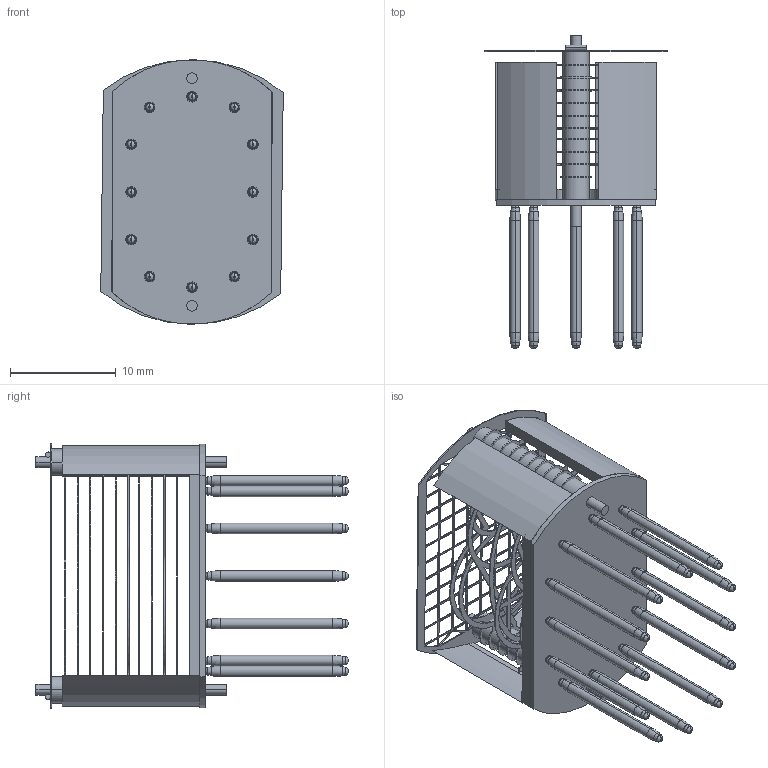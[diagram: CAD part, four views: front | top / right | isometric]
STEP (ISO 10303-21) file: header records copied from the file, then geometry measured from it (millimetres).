
FILE_DESCRIPTION (( 'STEP AP214' ), '1' );
FILE_NAME ('鎮麔謥臇闃蠂.STEP', '2015-12-26T09:03:52', ( '' ), ( '' ), 'SwSTEP 2.0', 'SolidWorks 2014', '' );
FILE_SCHEMA (( 'AUTOMOTIVE_DESIGN' ));
Length unit declared in the file: millimetre
Products named in the file (14): ÈÍ-12_öèôðà0; ÈÍ-12_öèôðà3; ÈÍ-12_âûâîä; 韧-12_镫铢噤赅; ÈÍ-12_öèôðà5-2; ÈÍ-12_öèôðà4; ÈÍ-12_øòèôò; ÈÍ-12_ñåòêà; ÈÍ-12_îñíîâàíèå; 鎮麔謥臇闃蠂; ÈÍ-12_öèôðà1; ÈÍ-12_öèôðà9-6; ÈÍ-12_öèôðà8; ÈÍ-12_öèôðà7
Assembly tree (27 placements, depth 2):
  鎮麔謥臇闃蠂
    韧-12_镫铢噤赅
    ÈÍ-12_îñíîâàíèå
    ÈÍ-12_âûâîä  x12
    ÈÍ-12_ñåòêà
    ÈÍ-12_öèôðà3
    ÈÍ-12_öèôðà8
    ÈÍ-12_öèôðà9-6  x2
    ÈÍ-12_öèôðà4
    ÈÍ-12_öèôðà0
    ÈÍ-12_öèôðà5-2  x2
    ÈÍ-12_öèôðà7
    ÈÍ-12_öèôðà1
    ÈÍ-12_øòèôò  x2
Bounding box: 17.24 x 29.5 x 25 mm (x, y, z)
Volume: 1015.4 mm3; surface area: 3924.3 mm2
Topology: 27 solids, 27 shells, 874 faces, 2290 edges, 1476 vertices
Faces by surface type: plane 547, cylinder 183, torus 96, cone 48
Entity records: 21995 total; most frequent: CARTESIAN_POINT 3724, ORIENTED_EDGE 3662, DIRECTION 3483, EDGE_CURVE 1831, VECTOR 1537, LINE 1537, VERTEX_POINT 1214, AXIS2_PLACEMENT_3D 973
